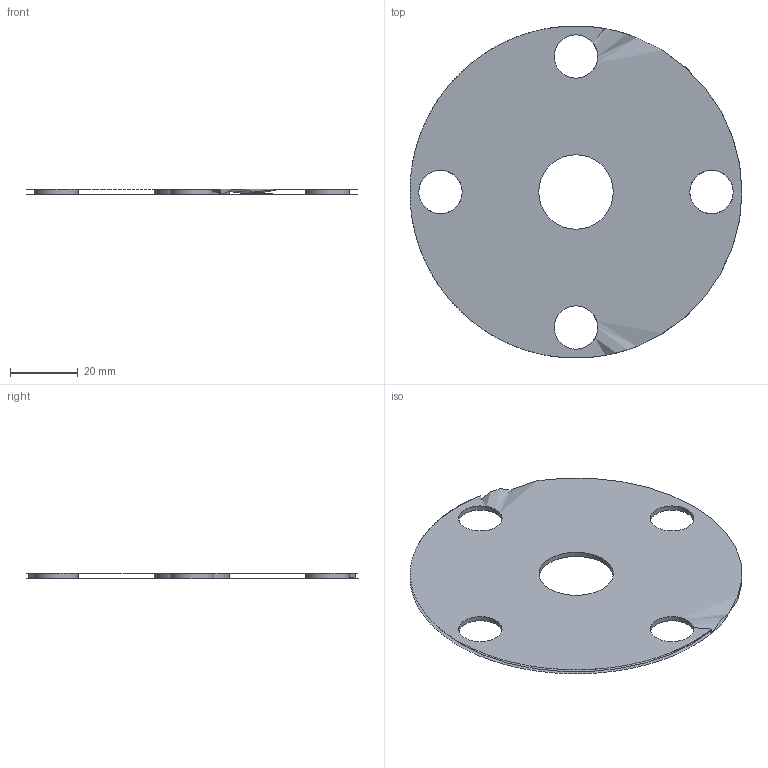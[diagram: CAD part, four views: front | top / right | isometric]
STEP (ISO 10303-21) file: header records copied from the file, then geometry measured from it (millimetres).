
FILE_DESCRIPTION(('HOOPS Exchange Step'),'2;1');
FILE_NAME('temp_export','2024-11-19T20:15:12+19:00',('sammyoge'),('Shapr3D Limited'),'HOOPS Exchange 2024.2','Shapr3D','Authorized');
FILE_SCHEMA( ('AP242_MANAGED_MODEL_BASED_3D_ENGINEERING_MIM_LF {1 0 10303 442 1 1 4 }') );
Length unit declared in the file: millimetre
Products named in the file (3): BC2 Official; Button Caps; root
Assembly tree (2 placements, depth 3):
  root
    Button Caps
      BC2 Official
Bounding box: 98 x 98 x 1.5 mm (x, y, z)
Volume: 9776.1 mm3; surface area: 14083.6 mm2
Topology: 1 solids, 1 shells, 10 faces, 42 edges, 31 vertices
Faces by surface type: plane 4, bspline 4, sphere 1, cylinder 1
Full cylindrical faces by diameter (mm): 22 x1
Entity records: 4213 total; most frequent: CARTESIAN_POINT 3851, ORIENTED_EDGE 64, DIRECTION 47, EDGE_CURVE 32, VERTEX_POINT 27, AXIS2_PLACEMENT_3D 23, EDGE_LOOP 23, FACE_BOUND 23
